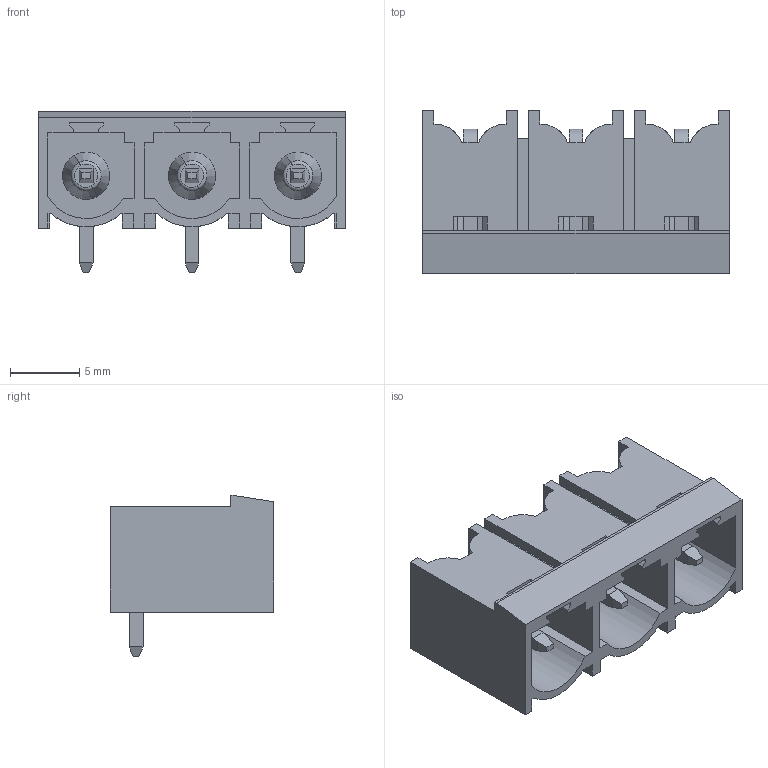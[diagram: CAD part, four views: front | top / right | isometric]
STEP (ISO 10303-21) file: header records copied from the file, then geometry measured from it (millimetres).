
FILE_DESCRIPTION(('CATIA V5 STEP Exchange','CAx-IF Rec.Pracs.--- Model Styling and Organization---1.2---2011-12-15'),'2;1');
FILE_NAME ('D1461079_0_1980380000_1980380000.stp','2018-11-14T10:45:09+00:00',('none'),('Weidmueller'),'CATIA Version 5-6 Release 2014','CATIA V5 STEP AP214','none');
FILE_SCHEMA(('AUTOMOTIVE_DESIGN { 1 0 10303 214 1 1 1 1 }'));
Length unit declared in the file: millimetre
Products named in the file (1): 1980380000
Bounding box: 22.04 x 11.75 x 11.6 mm (x, y, z)
Volume: 808.3 mm3; surface area: 2116.3 mm2
Topology: 4 solids, 4 shells, 211 faces, 579 edges, 376 vertices
Faces by surface type: plane 175, cylinder 24, torus 6, cone 6
Entity records: 6041 total; most frequent: ORIENTED_EDGE 1158, CARTESIAN_POINT 1107, DIRECTION 773, EDGE_CURVE 573, VECTOR 477, LINE 477, VERTEX_POINT 364, EDGE_LOOP 223
